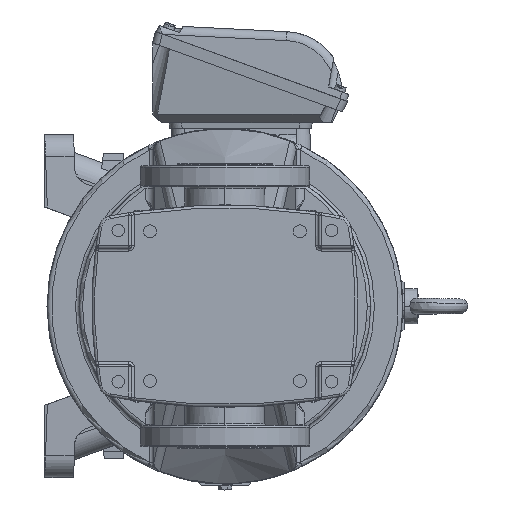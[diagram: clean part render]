
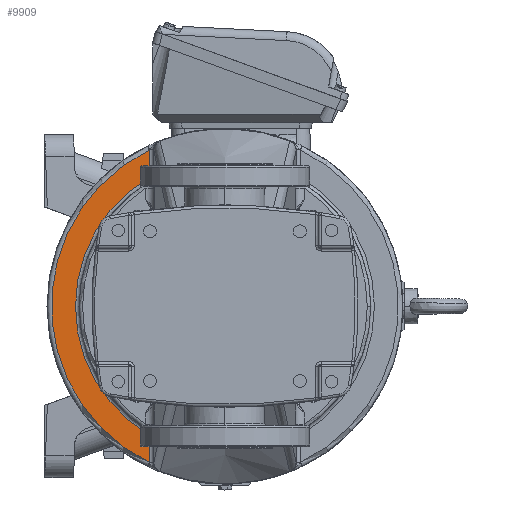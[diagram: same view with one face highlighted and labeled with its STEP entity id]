
A CAD part, front view. The second image highlights one B-rep face of the part: STEP entity #9909.
In plain terms, the highlighted planar face has unit normal (0, -1, 0).
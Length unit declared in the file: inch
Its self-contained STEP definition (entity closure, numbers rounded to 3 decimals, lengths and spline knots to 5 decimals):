
#1726 = DIRECTION ( 'NONE',  ( 0., 0., -1. ) ) ;
#4013 = LINE ( 'NONE', #12907, #122855 ) ;
#7490 = LINE ( 'NONE', #95738, #119250 ) ;
#8584 = VERTEX_POINT ( 'NONE', #17765 ) ;
#9909 = ADVANCED_FACE ( 'NONE', ( #104738 ), #130371, .T. ) ;
#12907 = CARTESIAN_POINT ( 'NONE',  ( 0.36154, 24.91348, 30.30315 ) ) ;
#13511 = CARTESIAN_POINT ( 'NONE',  ( -5.34359, 24.91348, 33.64961 ) ) ;
#14296 = DIRECTION ( 'NONE',  ( 0., 0., -1. ) ) ;
#17765 = CARTESIAN_POINT ( 'NONE',  ( -12.25301, 24.91348, 30.30315 ) ) ;
#18877 = DIRECTION ( 'NONE',  ( 0., -1., 0. ) ) ;
#19485 = EDGE_CURVE ( 'NONE', #8584, #43857, #7490, .T. ) ;
#20463 = CARTESIAN_POINT ( 'NONE',  ( -5.34359, 24.91348, 33.64961 ) ) ;
#21849 = CARTESIAN_POINT ( 'NONE',  ( -5.34359, 24.91348, 33.64961 ) ) ;
#24731 = VERTEX_POINT ( 'NONE', #70019 ) ;
#33256 = DIRECTION ( 'NONE',  ( 0., 0., -1. ) ) ;
#35843 = AXIS2_PLACEMENT_3D ( 'NONE', #13511, #124199, #14296 ) ;
#43857 = VERTEX_POINT ( 'NONE', #97155 ) ;
#58605 = ORIENTED_EDGE ( 'NONE', *, *, #149687, .T. ) ;
#63236 = EDGE_CURVE ( 'NONE', #24731, #43857, #107397, .T. ) ;
#70019 = CARTESIAN_POINT ( 'NONE',  ( 0.36154, 24.91348, 30.30315 ) ) ;
#70751 = DIRECTION ( 'NONE',  ( 0., 1., 0. ) ) ;
#84250 = AXIS2_PLACEMENT_3D ( 'NONE', #21849, #70751, #1726 ) ;
#87192 = ORIENTED_EDGE ( 'NONE', *, *, #19485, .F. ) ;
#91125 = VERTEX_POINT ( 'NONE', #112496 ) ;
#94928 = DIRECTION ( 'NONE',  ( 1., 0., 0. ) ) ;
#95738 = CARTESIAN_POINT ( 'NONE',  ( -12.25301, 24.91348, 30.30315 ) ) ;
#97155 = CARTESIAN_POINT ( 'NONE',  ( -11.04872, 24.91348, 30.30315 ) ) ;
#99959 = CIRCLE ( 'NONE', #35843, 7.67717 ) ;
#101908 = DIRECTION ( 'NONE',  ( 1., 0., 0. ) ) ;
#104738 = FACE_OUTER_BOUND ( 'NONE', #146474, .T. ) ;
#107397 = CIRCLE ( 'NONE', #84250, 6.61417 ) ;
#109861 = ORIENTED_EDGE ( 'NONE', *, *, #132730, .F. ) ;
#112496 = CARTESIAN_POINT ( 'NONE',  ( 1.56583, 24.91348, 30.30315 ) ) ;
#119250 = VECTOR ( 'NONE', #94928, 39.37008 ) ;
#122855 = VECTOR ( 'NONE', #101908, 39.37008 ) ;
#124199 = DIRECTION ( 'NONE',  ( 0., -1., 0. ) ) ;
#130371 = PLANE ( 'NONE',  #145781 ) ;
#132730 = EDGE_CURVE ( 'NONE', #24731, #91125, #4013, .T. ) ;
#145781 = AXIS2_PLACEMENT_3D ( 'NONE', #20463, #18877, #33256 ) ;
#146474 = EDGE_LOOP ( 'NONE', ( #156962, #87192, #58605, #109861 ) ) ;
#149687 = EDGE_CURVE ( 'NONE', #8584, #91125, #99959, .T. ) ;
#156962 = ORIENTED_EDGE ( 'NONE', *, *, #63236, .T. ) ;
